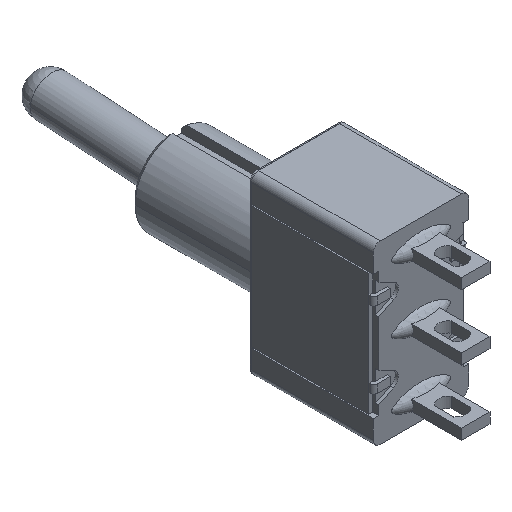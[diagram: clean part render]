
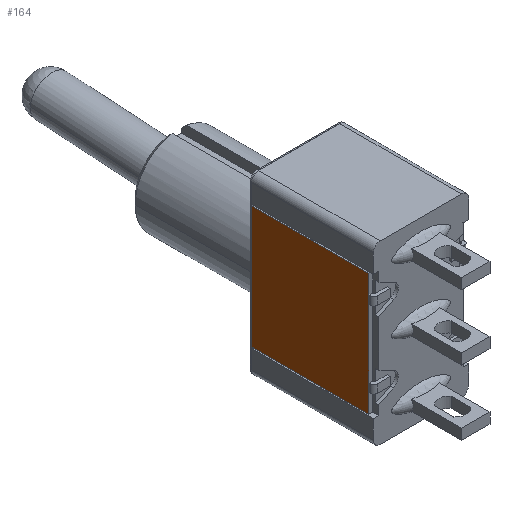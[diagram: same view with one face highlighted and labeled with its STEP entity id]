
A CAD part, isometric view. The second image highlights one B-rep face of the part: STEP entity #164.
In plain terms, the highlighted planar face has unit normal (-1, 0, 0).
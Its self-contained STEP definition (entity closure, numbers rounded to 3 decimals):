
#164=ADVANCED_FACE('',(#403),#404,.F.);
#403=FACE_OUTER_BOUND('',#694,.T.);
#404=PLANE('',#695);
#694=EDGE_LOOP('',(#1515,#1516,#1517,#1518));
#695=AXIS2_PLACEMENT_3D('',#1519,#1520,#1521);
#1515=ORIENTED_EDGE('',*,*,#2191,.T.);
#1516=ORIENTED_EDGE('',*,*,#2185,.F.);
#1517=ORIENTED_EDGE('',*,*,#2192,.F.);
#1518=ORIENTED_EDGE('',*,*,#2189,.F.);
#1519=CARTESIAN_POINT('',(-3.43,4.57,0.));
#1520=DIRECTION('',(1.0,0.0,0.));
#1521=DIRECTION('',(0.,0.0,1.0));
#2185=EDGE_CURVE('',#2725,#2727,#2728,.T.);
#2189=EDGE_CURVE('',#2731,#2733,#2734,.T.);
#2191=EDGE_CURVE('',#2731,#2727,#2736,.T.);
#2192=EDGE_CURVE('',#2733,#2725,#2737,.T.);
#2725=VERTEX_POINT('',#3761);
#2727=VERTEX_POINT('',#3764);
#2728=LINE('',#3765,#3766);
#2731=VERTEX_POINT('',#3771);
#2733=VERTEX_POINT('',#3774);
#2734=LINE('',#3775,#3776);
#2736=LINE('',#3779,#3780);
#2737=LINE('',#3781,#3782);
#3761=CARTESIAN_POINT('',(-3.43,8.79,4.4));
#3764=CARTESIAN_POINT('',(-3.43,0.35,4.4));
#3765=CARTESIAN_POINT('',(-3.43,4.57,4.4));
#3766=VECTOR('',#4412,1.0);
#3771=CARTESIAN_POINT('',(-3.43,0.35,-4.4));
#3774=CARTESIAN_POINT('',(-3.43,8.79,-4.4));
#3775=CARTESIAN_POINT('',(-3.43,4.57,-4.4));
#3776=VECTOR('',#4416,1.0);
#3779=CARTESIAN_POINT('',(-3.43,0.35,0.));
#3780=VECTOR('',#4418,1.0);
#3781=CARTESIAN_POINT('',(-3.43,8.79,0.));
#3782=VECTOR('',#4419,1.0);
#4412=DIRECTION('',(0.0,-1.0,-0.0));
#4416=DIRECTION('',(0.0,1.0,0.0));
#4418=DIRECTION('',(0.,0.0,1.0));
#4419=DIRECTION('',(0.,0.0,1.0));
